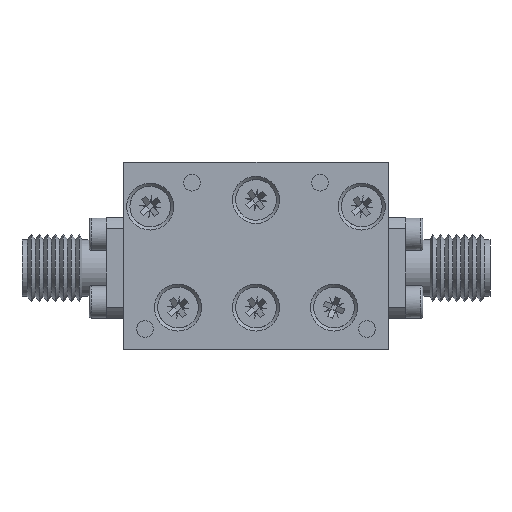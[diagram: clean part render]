
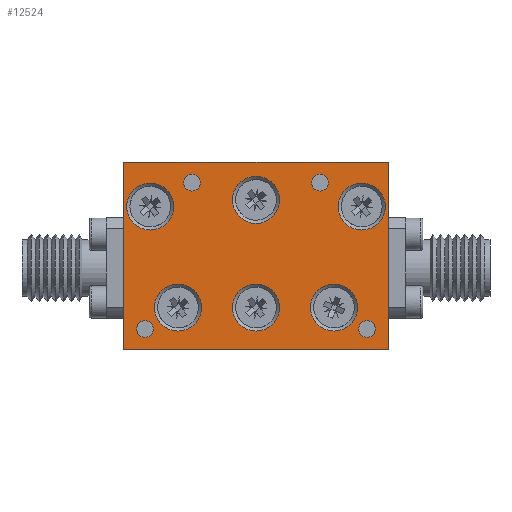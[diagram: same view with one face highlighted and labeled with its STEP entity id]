
A CAD part, top view. The second image highlights one B-rep face of the part: STEP entity #12524.
In plain terms, the highlighted planar face has unit normal (0, 0, 1).
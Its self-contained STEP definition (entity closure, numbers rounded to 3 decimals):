
#906=LINE('',#18117,#1722);
#911=LINE('',#18127,#1727);
#930=LINE('',#18183,#1746);
#931=LINE('',#18185,#1747);
#1722=VECTOR('',#15358,1000.);
#1727=VECTOR('',#15365,1000.);
#1746=VECTOR('',#15414,1000.);
#1747=VECTOR('',#15417,1000.);
#2126=PLANE('',#13266);
#4074=ORIENTED_EDGE('',*,*,#5476,.F.);
#4075=ORIENTED_EDGE('',*,*,#5513,.F.);
#4076=ORIENTED_EDGE('',*,*,#5481,.F.);
#4077=ORIENTED_EDGE('',*,*,#5512,.F.);
#4078=ORIENTED_EDGE('',*,*,#5514,.T.);
#4079=ORIENTED_EDGE('',*,*,#5515,.T.);
#4080=ORIENTED_EDGE('',*,*,#5516,.T.);
#4081=ORIENTED_EDGE('',*,*,#5517,.T.);
#4082=ORIENTED_EDGE('',*,*,#5518,.T.);
#4083=ORIENTED_EDGE('',*,*,#5519,.T.);
#4084=ORIENTED_EDGE('',*,*,#5520,.F.);
#4085=ORIENTED_EDGE('',*,*,#5521,.F.);
#4086=ORIENTED_EDGE('',*,*,#5522,.F.);
#4087=ORIENTED_EDGE('',*,*,#5523,.F.);
#5476=EDGE_CURVE('',#6365,#6366,#906,.T.);
#5481=EDGE_CURVE('',#6369,#6370,#911,.T.);
#5512=EDGE_CURVE('',#6366,#6369,#930,.T.);
#5513=EDGE_CURVE('',#6370,#6365,#931,.T.);
#5514=EDGE_CURVE('',#6392,#6392,#6713,.T.);
#5515=EDGE_CURVE('',#6393,#6393,#6714,.T.);
#5516=EDGE_CURVE('',#6394,#6394,#6715,.T.);
#5517=EDGE_CURVE('',#6395,#6395,#6716,.T.);
#5518=EDGE_CURVE('',#6396,#6396,#6717,.T.);
#5519=EDGE_CURVE('',#6397,#6397,#6718,.T.);
#5520=EDGE_CURVE('',#6398,#6398,#6719,.T.);
#5521=EDGE_CURVE('',#6399,#6399,#6720,.T.);
#5522=EDGE_CURVE('',#6400,#6400,#6721,.T.);
#5523=EDGE_CURVE('',#6401,#6401,#6722,.T.);
#6365=VERTEX_POINT('',#18116);
#6366=VERTEX_POINT('',#18118);
#6369=VERTEX_POINT('',#18126);
#6370=VERTEX_POINT('',#18128);
#6392=VERTEX_POINT('',#18188);
#6393=VERTEX_POINT('',#18190);
#6394=VERTEX_POINT('',#18192);
#6395=VERTEX_POINT('',#18194);
#6396=VERTEX_POINT('',#18196);
#6397=VERTEX_POINT('',#18198);
#6398=VERTEX_POINT('',#18200);
#6399=VERTEX_POINT('',#18202);
#6400=VERTEX_POINT('',#18204);
#6401=VERTEX_POINT('',#18206);
#6713=CIRCLE('',#13267,2.2);
#6714=CIRCLE('',#13268,2.2);
#6715=CIRCLE('',#13269,2.2);
#6716=CIRCLE('',#13270,2.2);
#6717=CIRCLE('',#13271,2.2);
#6718=CIRCLE('',#13272,2.2);
#6719=CIRCLE('',#13273,0.784);
#6720=CIRCLE('',#13274,0.784);
#6721=CIRCLE('',#13275,0.784);
#6722=CIRCLE('',#13276,0.784);
#7341=EDGE_LOOP('',(#4074,#4075,#4076,#4077));
#7342=EDGE_LOOP('',(#4078));
#7343=EDGE_LOOP('',(#4079));
#7344=EDGE_LOOP('',(#4080));
#7345=EDGE_LOOP('',(#4081));
#7346=EDGE_LOOP('',(#4082));
#7347=EDGE_LOOP('',(#4083));
#7348=EDGE_LOOP('',(#4084));
#7349=EDGE_LOOP('',(#4085));
#7350=EDGE_LOOP('',(#4086));
#7351=EDGE_LOOP('',(#4087));
#8111=FACE_BOUND('',#7341,.T.);
#8112=FACE_BOUND('',#7342,.T.);
#8113=FACE_BOUND('',#7343,.T.);
#8114=FACE_BOUND('',#7344,.T.);
#8115=FACE_BOUND('',#7345,.T.);
#8116=FACE_BOUND('',#7346,.T.);
#8117=FACE_BOUND('',#7347,.T.);
#8118=FACE_BOUND('',#7348,.T.);
#8119=FACE_BOUND('',#7349,.T.);
#8120=FACE_BOUND('',#7350,.T.);
#8121=FACE_BOUND('',#7351,.T.);
#12524=ADVANCED_FACE('',(#8111,#8112,#8113,#8114,#8115,#8116,#8117,#8118,
#8119,#8120,#8121),#2126,.F.);
#13266=AXIS2_PLACEMENT_3D('',#18186,#15418,#15419);
#13267=AXIS2_PLACEMENT_3D('',#18187,#15420,#15421);
#13268=AXIS2_PLACEMENT_3D('',#18189,#15422,#15423);
#13269=AXIS2_PLACEMENT_3D('',#18191,#15424,#15425);
#13270=AXIS2_PLACEMENT_3D('',#18193,#15426,#15427);
#13271=AXIS2_PLACEMENT_3D('',#18195,#15428,#15429);
#13272=AXIS2_PLACEMENT_3D('',#18197,#15430,#15431);
#13273=AXIS2_PLACEMENT_3D('',#18199,#15432,#15433);
#13274=AXIS2_PLACEMENT_3D('',#18201,#15434,#15435);
#13275=AXIS2_PLACEMENT_3D('',#18203,#15436,#15437);
#13276=AXIS2_PLACEMENT_3D('',#18205,#15438,#15439);
#15358=DIRECTION('',(0.,-1.,0.));
#15365=DIRECTION('',(0.,1.,0.));
#15414=DIRECTION('',(-1.,0.,0.));
#15417=DIRECTION('',(1.,0.,0.));
#15418=DIRECTION('',(0.,0.,-1.));
#15419=DIRECTION('',(1.,0.,0.));
#15420=DIRECTION('',(0.,0.,-1.));
#15421=DIRECTION('',(0.,-1.,0.));
#15422=DIRECTION('',(0.,0.,-1.));
#15423=DIRECTION('',(0.,-1.,0.));
#15424=DIRECTION('',(0.,0.,-1.));
#15425=DIRECTION('',(0.,-1.,0.));
#15426=DIRECTION('',(0.,0.,-1.));
#15427=DIRECTION('',(0.,-1.,0.));
#15428=DIRECTION('',(0.,0.,-1.));
#15429=DIRECTION('',(0.,-1.,0.));
#15430=DIRECTION('',(0.,0.,-1.));
#15431=DIRECTION('',(0.,-1.,0.));
#15432=DIRECTION('',(0.,0.,1.));
#15433=DIRECTION('',(-1.,0.,0.));
#15434=DIRECTION('',(0.,0.,1.));
#15435=DIRECTION('',(-1.,0.,0.));
#15436=DIRECTION('',(0.,0.,1.));
#15437=DIRECTION('',(-1.,0.,0.));
#15438=DIRECTION('',(0.,0.,1.));
#15439=DIRECTION('',(-1.,0.,0.));
#18116=CARTESIAN_POINT('',(12.4,8.75,10.187));
#18117=CARTESIAN_POINT('',(12.4,8.75,10.187));
#18118=CARTESIAN_POINT('',(12.4,-8.75,10.187));
#18126=CARTESIAN_POINT('',(-12.4,-8.75,10.187));
#18127=CARTESIAN_POINT('',(-12.4,-8.75,10.187));
#18128=CARTESIAN_POINT('',(-12.4,8.75,10.187));
#18183=CARTESIAN_POINT('',(12.4,-8.75,10.187));
#18185=CARTESIAN_POINT('',(-12.4,8.75,10.187));
#18186=CARTESIAN_POINT('',(12.4,-8.75,10.187));
#18187=CARTESIAN_POINT('',(7.3,-4.83,10.187));
#18188=CARTESIAN_POINT('',(7.3,-7.03,10.187));
#18189=CARTESIAN_POINT('',(0.,-4.83,10.187));
#18190=CARTESIAN_POINT('',(0.,-7.03,10.187));
#18191=CARTESIAN_POINT('',(-7.3,-4.83,10.187));
#18192=CARTESIAN_POINT('',(-7.3,-7.03,10.187));
#18193=CARTESIAN_POINT('',(-9.9,4.62,10.187));
#18194=CARTESIAN_POINT('',(-9.9,2.42,10.187));
#18195=CARTESIAN_POINT('',(0.,5.245,10.187));
#18196=CARTESIAN_POINT('',(0.,3.045,10.187));
#18197=CARTESIAN_POINT('',(9.9,4.62,10.187));
#18198=CARTESIAN_POINT('',(9.9,2.42,10.187));
#18199=CARTESIAN_POINT('',(10.4,-6.85,10.187));
#18200=CARTESIAN_POINT('',(9.617,-6.85,10.187));
#18201=CARTESIAN_POINT('',(-10.4,-6.85,10.187));
#18202=CARTESIAN_POINT('',(-11.184,-6.85,10.187));
#18203=CARTESIAN_POINT('',(-6.,6.85,10.187));
#18204=CARTESIAN_POINT('',(-6.784,6.85,10.187));
#18205=CARTESIAN_POINT('',(6.,6.85,10.187));
#18206=CARTESIAN_POINT('',(5.216,6.85,10.187));
